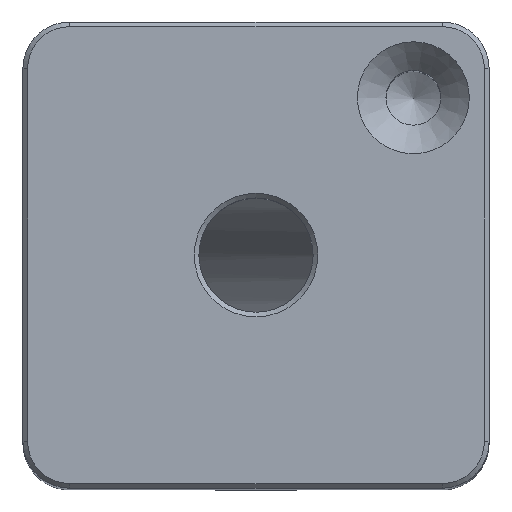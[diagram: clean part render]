
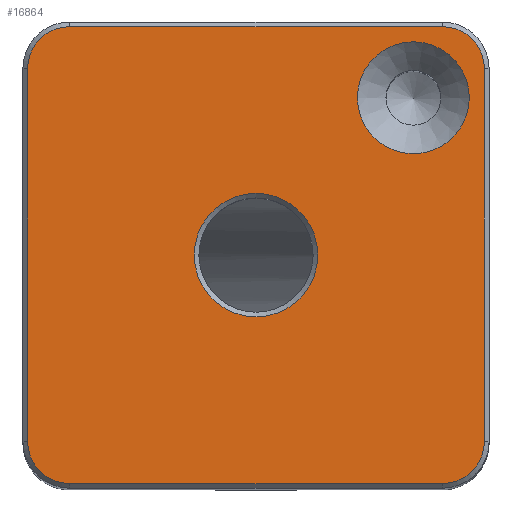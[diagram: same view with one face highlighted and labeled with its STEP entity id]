
A CAD part, top view. The second image highlights one B-rep face of the part: STEP entity #16864.
In plain terms, the highlighted planar face has unit normal (0, 0, 1).
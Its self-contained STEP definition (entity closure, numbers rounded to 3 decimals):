
#39=CIRCLE('',#17277,5.3);
#42=CIRCLE('',#17281,3.6);
#43=CIRCLE('',#17282,3.6);
#44=CIRCLE('',#17283,3.6);
#45=CIRCLE('',#17284,3.6);
#46=CIRCLE('',#17285,4.8);
#152=FACE_BOUND('',#2326,.T.);
#153=FACE_BOUND('',#2327,.T.);
#474=PLANE('',#17280);
#1354=FACE_OUTER_BOUND('',#2325,.T.);
#2325=EDGE_LOOP('',(#15146,#15147,#15148,#15149,#15150,#15151,#15152,#15153));
#2326=EDGE_LOOP('',(#15154));
#2327=EDGE_LOOP('',(#15155));
#3717=LINE('',#33270,#5130);
#3718=LINE('',#33274,#5131);
#3719=LINE('',#33278,#5132);
#3720=LINE('',#33282,#5133);
#5130=VECTOR('',#19357,10.);
#5131=VECTOR('',#19360,10.);
#5132=VECTOR('',#19363,10.);
#5133=VECTOR('',#19366,10.);
#7852=VERTEX_POINT('',#33260);
#7855=VERTEX_POINT('',#33268);
#7856=VERTEX_POINT('',#33269);
#7857=VERTEX_POINT('',#33271);
#7858=VERTEX_POINT('',#33273);
#7859=VERTEX_POINT('',#33275);
#7860=VERTEX_POINT('',#33277);
#7861=VERTEX_POINT('',#33279);
#7862=VERTEX_POINT('',#33281);
#7863=VERTEX_POINT('',#33284);
#10292=EDGE_CURVE('',#7852,#7852,#39,.T.);
#10296=EDGE_CURVE('',#7855,#7856,#3717,.T.);
#10297=EDGE_CURVE('',#7857,#7855,#42,.T.);
#10298=EDGE_CURVE('',#7858,#7857,#3718,.T.);
#10299=EDGE_CURVE('',#7859,#7858,#43,.T.);
#10300=EDGE_CURVE('',#7860,#7859,#3719,.T.);
#10301=EDGE_CURVE('',#7861,#7860,#44,.T.);
#10302=EDGE_CURVE('',#7862,#7861,#3720,.T.);
#10303=EDGE_CURVE('',#7856,#7862,#45,.T.);
#10304=EDGE_CURVE('',#7863,#7863,#46,.T.);
#15146=ORIENTED_EDGE('',*,*,#10296,.F.);
#15147=ORIENTED_EDGE('',*,*,#10297,.F.);
#15148=ORIENTED_EDGE('',*,*,#10298,.F.);
#15149=ORIENTED_EDGE('',*,*,#10299,.F.);
#15150=ORIENTED_EDGE('',*,*,#10300,.F.);
#15151=ORIENTED_EDGE('',*,*,#10301,.F.);
#15152=ORIENTED_EDGE('',*,*,#10302,.F.);
#15153=ORIENTED_EDGE('',*,*,#10303,.F.);
#15154=ORIENTED_EDGE('',*,*,#10304,.T.);
#15155=ORIENTED_EDGE('',*,*,#10292,.F.);
#16864=ADVANCED_FACE('',(#1354,#152,#153),#474,.T.);
#17277=AXIS2_PLACEMENT_3D('',#33261,#19348,#19349);
#17280=AXIS2_PLACEMENT_3D('',#33267,#19355,#19356);
#17281=AXIS2_PLACEMENT_3D('',#33272,#19358,#19359);
#17282=AXIS2_PLACEMENT_3D('',#33276,#19361,#19362);
#17283=AXIS2_PLACEMENT_3D('',#33280,#19364,#19365);
#17284=AXIS2_PLACEMENT_3D('',#33283,#19367,#19368);
#17285=AXIS2_PLACEMENT_3D('',#33285,#19369,#19370);
#19348=DIRECTION('center_axis',(0.,0.,1.));
#19349=DIRECTION('ref_axis',(1.,0.,0.));
#19355=DIRECTION('center_axis',(0.,0.,1.));
#19356=DIRECTION('ref_axis',(1.,0.,0.));
#19357=DIRECTION('',(1.,0.,0.));
#19358=DIRECTION('center_axis',(0.,0.,-1.));
#19359=DIRECTION('ref_axis',(0.,1.,0.));
#19360=DIRECTION('',(0.,1.,0.));
#19361=DIRECTION('center_axis',(0.,0.,-1.));
#19362=DIRECTION('ref_axis',(-1.,0.,0.));
#19363=DIRECTION('',(-1.,0.,0.));
#19364=DIRECTION('center_axis',(0.,0.,-1.));
#19365=DIRECTION('ref_axis',(0.,-1.,0.));
#19366=DIRECTION('',(0.,-1.,0.));
#19367=DIRECTION('center_axis',(0.,0.,-1.));
#19368=DIRECTION('ref_axis',(1.,0.,0.));
#19369=DIRECTION('center_axis',(0.,0.,-1.));
#19370=DIRECTION('ref_axis',(1.,0.,0.));
#33260=CARTESIAN_POINT('',(-5.3,0.,86.));
#33261=CARTESIAN_POINT('Origin',(0.,0.,86.));
#33267=CARTESIAN_POINT('Origin',(0.,0.,86.));
#33268=CARTESIAN_POINT('',(-16.,19.6,86.));
#33269=CARTESIAN_POINT('',(16.,19.6,86.));
#33270=CARTESIAN_POINT('',(8.,19.6,86.));
#33271=CARTESIAN_POINT('',(-19.6,16.,86.));
#33272=CARTESIAN_POINT('Origin',(-16.,16.,86.));
#33273=CARTESIAN_POINT('',(-19.6,-16.,86.));
#33274=CARTESIAN_POINT('',(-19.6,8.,86.));
#33275=CARTESIAN_POINT('',(-16.,-19.6,86.));
#33276=CARTESIAN_POINT('Origin',(-16.,-16.,86.));
#33277=CARTESIAN_POINT('',(16.,-19.6,86.));
#33278=CARTESIAN_POINT('',(-8.,-19.6,86.));
#33279=CARTESIAN_POINT('',(19.6,-16.,86.));
#33280=CARTESIAN_POINT('Origin',(16.,-16.,86.));
#33281=CARTESIAN_POINT('',(19.6,16.,86.));
#33282=CARTESIAN_POINT('',(19.6,-8.,86.));
#33283=CARTESIAN_POINT('Origin',(16.,16.,86.));
#33284=CARTESIAN_POINT('',(8.7,13.5,86.));
#33285=CARTESIAN_POINT('Origin',(13.5,13.5,86.));
